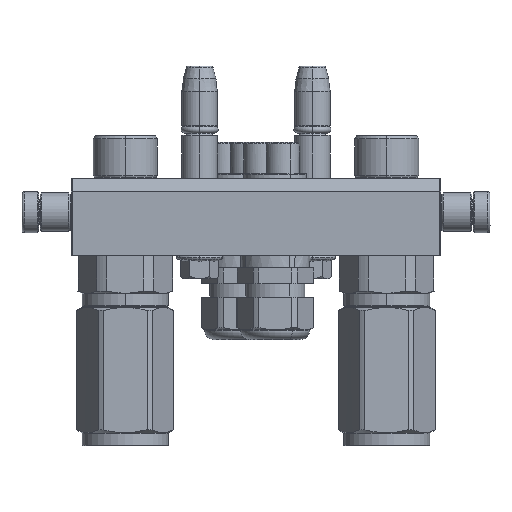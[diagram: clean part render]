
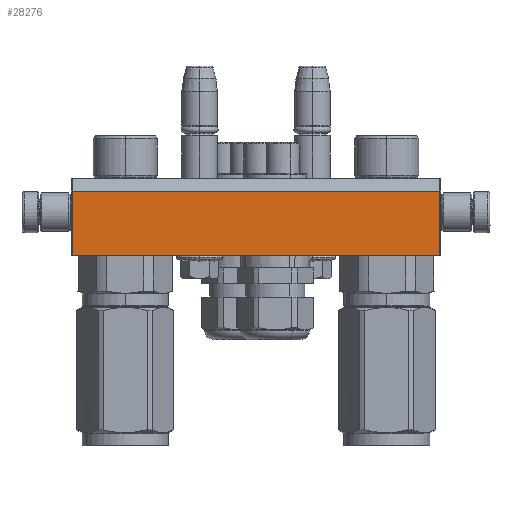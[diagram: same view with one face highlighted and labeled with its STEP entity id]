
A CAD part, left-side view. The second image highlights one B-rep face of the part: STEP entity #28276.
In plain terms, the highlighted face is planar.
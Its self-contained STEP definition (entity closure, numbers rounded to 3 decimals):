
#349 = ORIENTED_EDGE ( 'NONE', *, *, #37989, .F. ) ;
#494 = CARTESIAN_POINT ( 'NONE',  ( 143.5, 30., -90. ) ) ;
#1149 = CARTESIAN_POINT ( 'NONE',  ( 143.5, 5., -90. ) ) ;
#4409 = VERTEX_POINT ( 'NONE', #494 ) ;
#4427 = VECTOR ( 'NONE', #62128, 1000. ) ;
#5374 = CARTESIAN_POINT ( 'NONE',  ( 0.5, 5., -90. ) ) ;
#6113 = FACE_OUTER_BOUND ( 'NONE', #56325, .T. ) ;
#7958 = ORIENTED_EDGE ( 'NONE', *, *, #40456, .T. ) ;
#11212 = PLANE ( 'NONE',  #24030 ) ;
#13530 = CARTESIAN_POINT ( 'NONE',  ( 0.5, 30., -90. ) ) ;
#15350 = LINE ( 'NONE', #1149, #62598 ) ;
#17472 = EDGE_CURVE ( 'NONE', #35818, #57695, #48859, .T. ) ;
#19487 = VERTEX_POINT ( 'NONE', #31797 ) ;
#22802 = LINE ( 'NONE', #32110, #4427 ) ;
#24030 = AXIS2_PLACEMENT_3D ( 'NONE', #57509, #37151, #42263 ) ;
#28276 = ADVANCED_FACE ( 'NONE', ( #6113 ), #11212, .T. ) ;
#28819 = EDGE_CURVE ( 'NONE', #4409, #57695, #22802, .T. ) ;
#31372 = ORIENTED_EDGE ( 'NONE', *, *, #28819, .F. ) ;
#31469 = DIRECTION ( 'NONE',  ( 0., 1., 0. ) ) ;
#31797 = CARTESIAN_POINT ( 'NONE',  ( 143.5, 5., -90. ) ) ;
#32110 = CARTESIAN_POINT ( 'NONE',  ( 143.5, 30., -90. ) ) ;
#35818 = VERTEX_POINT ( 'NONE', #59808 ) ;
#37151 = DIRECTION ( 'NONE',  ( 0., 0., -1. ) ) ;
#37989 = EDGE_CURVE ( 'NONE', #19487, #4409, #15350, .T. ) ;
#40456 = EDGE_CURVE ( 'NONE', #19487, #35818, #57179, .T. ) ;
#41487 = DIRECTION ( 'NONE',  ( 0., 1., 0. ) ) ;
#42263 = DIRECTION ( 'NONE',  ( -1., 0., 0. ) ) ;
#43577 = VECTOR ( 'NONE', #64704, 1000. ) ;
#47219 = VECTOR ( 'NONE', #41487, 1000. ) ;
#48859 = LINE ( 'NONE', #5374, #47219 ) ;
#53992 = CARTESIAN_POINT ( 'NONE',  ( 143.5, 5., -90. ) ) ;
#56325 = EDGE_LOOP ( 'NONE', ( #31372, #349, #7958, #62133 ) ) ;
#57179 = LINE ( 'NONE', #53992, #43577 ) ;
#57509 = CARTESIAN_POINT ( 'NONE',  ( 144., 0., -90. ) ) ;
#57695 = VERTEX_POINT ( 'NONE', #13530 ) ;
#59808 = CARTESIAN_POINT ( 'NONE',  ( 0.5, 5., -90. ) ) ;
#62128 = DIRECTION ( 'NONE',  ( -1., 0., 0. ) ) ;
#62133 = ORIENTED_EDGE ( 'NONE', *, *, #17472, .T. ) ;
#62598 = VECTOR ( 'NONE', #31469, 1000. ) ;
#64704 = DIRECTION ( 'NONE',  ( -1., 0., 0. ) ) ;
